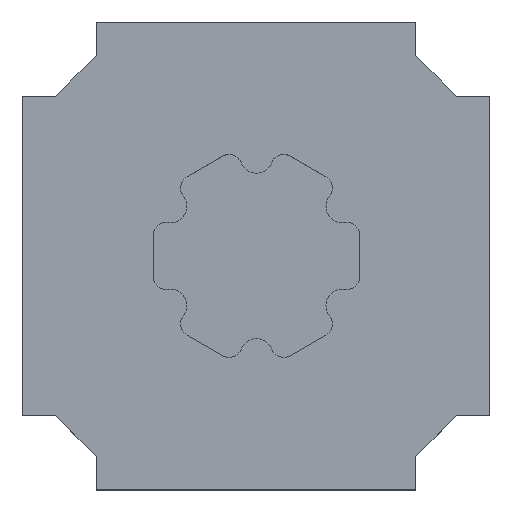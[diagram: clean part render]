
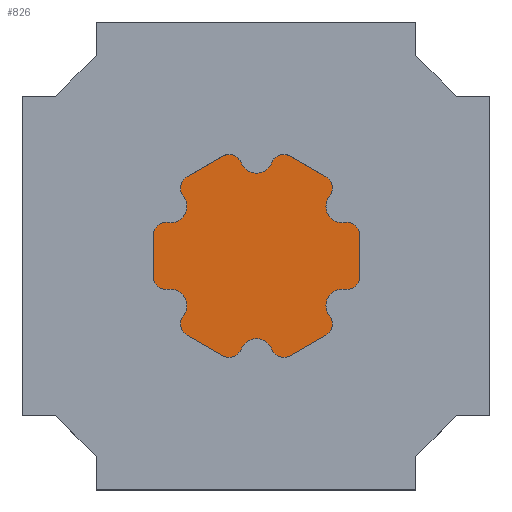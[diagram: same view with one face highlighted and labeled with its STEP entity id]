
A CAD part, top view. The second image highlights one B-rep face of the part: STEP entity #826.
In plain terms, the highlighted planar face has unit normal (0, 0, 1).
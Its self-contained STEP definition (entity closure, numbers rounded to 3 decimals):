
#17=CIRCLE('',#868,1.4);
#19=CIRCLE('',#871,1.734);
#21=CIRCLE('',#874,1.4);
#23=CIRCLE('',#878,1.4);
#25=CIRCLE('',#881,1.734);
#27=CIRCLE('',#884,1.4);
#29=CIRCLE('',#888,1.4);
#31=CIRCLE('',#891,1.734);
#33=CIRCLE('',#894,1.4);
#35=CIRCLE('',#898,1.4);
#37=CIRCLE('',#901,1.734);
#39=CIRCLE('',#904,1.4);
#41=CIRCLE('',#908,1.4);
#43=CIRCLE('',#911,1.734);
#45=CIRCLE('',#914,1.4);
#47=CIRCLE('',#918,1.4);
#49=CIRCLE('',#921,1.734);
#51=CIRCLE('',#924,1.4);
#106=FACE_OUTER_BOUND('',#149,.T.);
#149=EDGE_LOOP('',(#669,#670,#671,#672,#673,#674,#675,#676,#677,#678,#679,
#680,#681,#682,#683,#684,#685,#686,#687,#688,#689,#690,#691,#692));
#199=LINE('',#1268,#283);
#206=LINE('',#1293,#290);
#212=LINE('',#1317,#296);
#218=LINE('',#1341,#302);
#223=LINE('',#1364,#307);
#229=LINE('',#1388,#313);
#283=VECTOR('',#1002,10.);
#290=VECTOR('',#1029,10.);
#296=VECTOR('',#1055,10.);
#302=VECTOR('',#1081,10.);
#307=VECTOR('',#1106,10.);
#313=VECTOR('',#1132,10.);
#359=VERTEX_POINT('',#1265);
#360=VERTEX_POINT('',#1267);
#362=VERTEX_POINT('',#1273);
#364=VERTEX_POINT('',#1279);
#366=VERTEX_POINT('',#1285);
#368=VERTEX_POINT('',#1291);
#370=VERTEX_POINT('',#1297);
#372=VERTEX_POINT('',#1303);
#374=VERTEX_POINT('',#1309);
#376=VERTEX_POINT('',#1315);
#378=VERTEX_POINT('',#1321);
#380=VERTEX_POINT('',#1327);
#382=VERTEX_POINT('',#1333);
#384=VERTEX_POINT('',#1339);
#386=VERTEX_POINT('',#1345);
#388=VERTEX_POINT('',#1351);
#390=VERTEX_POINT('',#1357);
#392=VERTEX_POINT('',#1363);
#394=VERTEX_POINT('',#1369);
#396=VERTEX_POINT('',#1375);
#398=VERTEX_POINT('',#1381);
#400=VERTEX_POINT('',#1387);
#402=VERTEX_POINT('',#1393);
#404=VERTEX_POINT('',#1399);
#447=EDGE_CURVE('',#360,#359,#199,.T.);
#451=EDGE_CURVE('',#359,#362,#17,.T.);
#454=EDGE_CURVE('',#362,#364,#19,.T.);
#457=EDGE_CURVE('',#364,#366,#21,.T.);
#460=EDGE_CURVE('',#366,#368,#206,.T.);
#463=EDGE_CURVE('',#368,#370,#23,.T.);
#466=EDGE_CURVE('',#370,#372,#25,.T.);
#469=EDGE_CURVE('',#372,#374,#27,.T.);
#472=EDGE_CURVE('',#374,#376,#212,.T.);
#475=EDGE_CURVE('',#376,#378,#29,.T.);
#478=EDGE_CURVE('',#378,#380,#31,.T.);
#481=EDGE_CURVE('',#380,#382,#33,.T.);
#484=EDGE_CURVE('',#382,#384,#218,.T.);
#486=EDGE_CURVE('',#386,#360,#35,.T.);
#489=EDGE_CURVE('',#388,#386,#37,.T.);
#492=EDGE_CURVE('',#390,#388,#39,.T.);
#495=EDGE_CURVE('',#392,#390,#223,.T.);
#498=EDGE_CURVE('',#394,#392,#41,.T.);
#501=EDGE_CURVE('',#396,#394,#43,.T.);
#504=EDGE_CURVE('',#398,#396,#45,.T.);
#507=EDGE_CURVE('',#400,#398,#229,.T.);
#510=EDGE_CURVE('',#402,#400,#47,.T.);
#513=EDGE_CURVE('',#404,#402,#49,.T.);
#516=EDGE_CURVE('',#384,#404,#51,.T.);
#669=ORIENTED_EDGE('',*,*,#447,.T.);
#670=ORIENTED_EDGE('',*,*,#451,.T.);
#671=ORIENTED_EDGE('',*,*,#454,.T.);
#672=ORIENTED_EDGE('',*,*,#457,.T.);
#673=ORIENTED_EDGE('',*,*,#460,.T.);
#674=ORIENTED_EDGE('',*,*,#463,.T.);
#675=ORIENTED_EDGE('',*,*,#466,.T.);
#676=ORIENTED_EDGE('',*,*,#469,.T.);
#677=ORIENTED_EDGE('',*,*,#472,.T.);
#678=ORIENTED_EDGE('',*,*,#475,.T.);
#679=ORIENTED_EDGE('',*,*,#478,.T.);
#680=ORIENTED_EDGE('',*,*,#481,.T.);
#681=ORIENTED_EDGE('',*,*,#484,.T.);
#682=ORIENTED_EDGE('',*,*,#516,.T.);
#683=ORIENTED_EDGE('',*,*,#513,.T.);
#684=ORIENTED_EDGE('',*,*,#510,.T.);
#685=ORIENTED_EDGE('',*,*,#507,.T.);
#686=ORIENTED_EDGE('',*,*,#504,.T.);
#687=ORIENTED_EDGE('',*,*,#501,.T.);
#688=ORIENTED_EDGE('',*,*,#498,.T.);
#689=ORIENTED_EDGE('',*,*,#495,.T.);
#690=ORIENTED_EDGE('',*,*,#492,.T.);
#691=ORIENTED_EDGE('',*,*,#489,.T.);
#692=ORIENTED_EDGE('',*,*,#486,.T.);
#783=PLANE('',#925);
#826=ADVANCED_FACE('',(#106),#783,.T.);
#868=AXIS2_PLACEMENT_3D('',#1275,#1009,#1010);
#871=AXIS2_PLACEMENT_3D('',#1281,#1016,#1017);
#874=AXIS2_PLACEMENT_3D('',#1287,#1023,#1024);
#878=AXIS2_PLACEMENT_3D('',#1299,#1035,#1036);
#881=AXIS2_PLACEMENT_3D('',#1305,#1042,#1043);
#884=AXIS2_PLACEMENT_3D('',#1311,#1049,#1050);
#888=AXIS2_PLACEMENT_3D('',#1323,#1061,#1062);
#891=AXIS2_PLACEMENT_3D('',#1329,#1068,#1069);
#894=AXIS2_PLACEMENT_3D('',#1335,#1075,#1076);
#898=AXIS2_PLACEMENT_3D('',#1346,#1086,#1087);
#901=AXIS2_PLACEMENT_3D('',#1352,#1093,#1094);
#904=AXIS2_PLACEMENT_3D('',#1358,#1100,#1101);
#908=AXIS2_PLACEMENT_3D('',#1370,#1112,#1113);
#911=AXIS2_PLACEMENT_3D('',#1376,#1119,#1120);
#914=AXIS2_PLACEMENT_3D('',#1382,#1126,#1127);
#918=AXIS2_PLACEMENT_3D('',#1394,#1138,#1139);
#921=AXIS2_PLACEMENT_3D('',#1400,#1145,#1146);
#924=AXIS2_PLACEMENT_3D('',#1404,#1152,#1153);
#925=AXIS2_PLACEMENT_3D('',#1405,#1154,#1155);
#1002=DIRECTION('',(-0.866,0.5,0.));
#1009=DIRECTION('center_axis',(0.,0.,1.));
#1010=DIRECTION('ref_axis',(-0.5,-0.866,0.));
#1016=DIRECTION('center_axis',(0.,0.,-1.));
#1017=DIRECTION('ref_axis',(-0.931,-0.365,0.));
#1023=DIRECTION('center_axis',(0.,0.,1.));
#1024=DIRECTION('ref_axis',(-0.931,-0.365,0.));
#1029=DIRECTION('',(-0.866,-0.5,0.));
#1035=DIRECTION('center_axis',(0.,0.,1.));
#1036=DIRECTION('ref_axis',(0.5,-0.866,0.));
#1042=DIRECTION('center_axis',(0.,0.,-1.));
#1043=DIRECTION('ref_axis',(-0.149,-0.989,0.));
#1049=DIRECTION('center_axis',(0.,0.,1.));
#1050=DIRECTION('ref_axis',(-0.149,-0.989,0.));
#1055=DIRECTION('',(0.,-1.,0.));
#1061=DIRECTION('center_axis',(0.,0.,1.));
#1062=DIRECTION('ref_axis',(1.,0.,0.));
#1068=DIRECTION('center_axis',(0.,0.,-1.));
#1069=DIRECTION('ref_axis',(0.782,-0.624,0.));
#1075=DIRECTION('center_axis',(0.,0.,1.));
#1076=DIRECTION('ref_axis',(0.782,-0.624,0.));
#1081=DIRECTION('',(0.866,-0.5,0.));
#1086=DIRECTION('center_axis',(0.,0.,1.));
#1087=DIRECTION('ref_axis',(-0.782,0.624,0.));
#1093=DIRECTION('center_axis',(0.,0.,-1.));
#1094=DIRECTION('ref_axis',(-0.782,0.624,0.));
#1100=DIRECTION('center_axis',(0.,0.,1.));
#1101=DIRECTION('ref_axis',(-1.,0.,0.));
#1106=DIRECTION('',(0.,1.,0.));
#1112=DIRECTION('center_axis',(0.,0.,1.));
#1113=DIRECTION('ref_axis',(0.149,0.989,0.));
#1119=DIRECTION('center_axis',(0.,0.,-1.));
#1120=DIRECTION('ref_axis',(0.149,0.989,0.));
#1126=DIRECTION('center_axis',(0.,0.,1.));
#1127=DIRECTION('ref_axis',(-0.5,0.866,0.));
#1132=DIRECTION('',(0.866,0.5,0.));
#1138=DIRECTION('center_axis',(0.,0.,1.));
#1139=DIRECTION('ref_axis',(0.931,0.365,0.));
#1145=DIRECTION('center_axis',(0.,0.,-1.));
#1146=DIRECTION('ref_axis',(0.931,0.365,0.));
#1152=DIRECTION('center_axis',(0.,0.,1.));
#1153=DIRECTION('ref_axis',(0.5,0.866,0.));
#1154=DIRECTION('center_axis',(0.,0.,1.));
#1155=DIRECTION('ref_axis',(1.,0.,0.));
#1265=CARTESIAN_POINT('',(3.668,10.613,3.));
#1267=CARTESIAN_POINT('',(7.432,8.44,3.));
#1268=CARTESIAN_POINT('',(6.472,8.994,3.));
#1273=CARTESIAN_POINT('',(1.665,9.912,3.));
#1275=CARTESIAN_POINT('Origin',(2.968,9.4,3.));
#1279=CARTESIAN_POINT('',(-1.565,9.912,3.));
#1281=CARTESIAN_POINT('Origin',(0.05,10.545,3.));
#1285=CARTESIAN_POINT('',(-3.568,10.613,3.));
#1287=CARTESIAN_POINT('Origin',(-2.868,9.4,3.));
#1291=CARTESIAN_POINT('',(-7.332,8.44,3.));
#1293=CARTESIAN_POINT('',(-4.528,10.059,3.));
#1297=CARTESIAN_POINT('',(-7.727,6.354,3.));
#1299=CARTESIAN_POINT('Origin',(-6.632,7.227,3.));
#1303=CARTESIAN_POINT('',(-9.341,3.558,3.));
#1305=CARTESIAN_POINT('Origin',(-9.083,5.273,3.));
#1309=CARTESIAN_POINT('',(-10.95,2.173,3.));
#1311=CARTESIAN_POINT('Origin',(-9.55,2.173,3.));
#1315=CARTESIAN_POINT('',(-10.95,-2.173,3.));
#1317=CARTESIAN_POINT('',(-10.95,1.087,3.));
#1321=CARTESIAN_POINT('',(-9.341,-3.558,3.));
#1323=CARTESIAN_POINT('Origin',(-9.55,-2.173,3.));
#1327=CARTESIAN_POINT('',(-7.727,-6.354,3.));
#1329=CARTESIAN_POINT('Origin',(-9.083,-5.273,3.));
#1333=CARTESIAN_POINT('',(-7.332,-8.44,3.));
#1335=CARTESIAN_POINT('Origin',(-6.632,-7.227,3.));
#1339=CARTESIAN_POINT('',(-3.568,-10.613,3.));
#1341=CARTESIAN_POINT('',(-6.41,-8.972,3.));
#1345=CARTESIAN_POINT('',(7.827,6.354,3.));
#1346=CARTESIAN_POINT('Origin',(6.732,7.227,3.));
#1351=CARTESIAN_POINT('',(9.441,3.558,3.));
#1352=CARTESIAN_POINT('Origin',(9.183,5.273,3.));
#1357=CARTESIAN_POINT('',(11.05,2.173,3.));
#1358=CARTESIAN_POINT('Origin',(9.65,2.173,3.));
#1363=CARTESIAN_POINT('',(11.05,-2.173,3.));
#1364=CARTESIAN_POINT('',(11.05,-1.087,3.));
#1369=CARTESIAN_POINT('',(9.441,-3.558,3.));
#1370=CARTESIAN_POINT('Origin',(9.65,-2.173,3.));
#1375=CARTESIAN_POINT('',(7.827,-6.354,3.));
#1376=CARTESIAN_POINT('Origin',(9.183,-5.273,3.));
#1381=CARTESIAN_POINT('',(7.432,-8.44,3.));
#1382=CARTESIAN_POINT('Origin',(6.732,-7.227,3.));
#1387=CARTESIAN_POINT('',(3.668,-10.613,3.));
#1388=CARTESIAN_POINT('',(4.59,-10.08,3.));
#1393=CARTESIAN_POINT('',(1.665,-9.912,3.));
#1394=CARTESIAN_POINT('Origin',(2.968,-9.4,3.));
#1399=CARTESIAN_POINT('',(-1.565,-9.912,3.));
#1400=CARTESIAN_POINT('Origin',(0.05,-10.545,3.));
#1404=CARTESIAN_POINT('Origin',(-2.868,-9.4,3.));
#1405=CARTESIAN_POINT('Origin',(0.,0.,3.));
